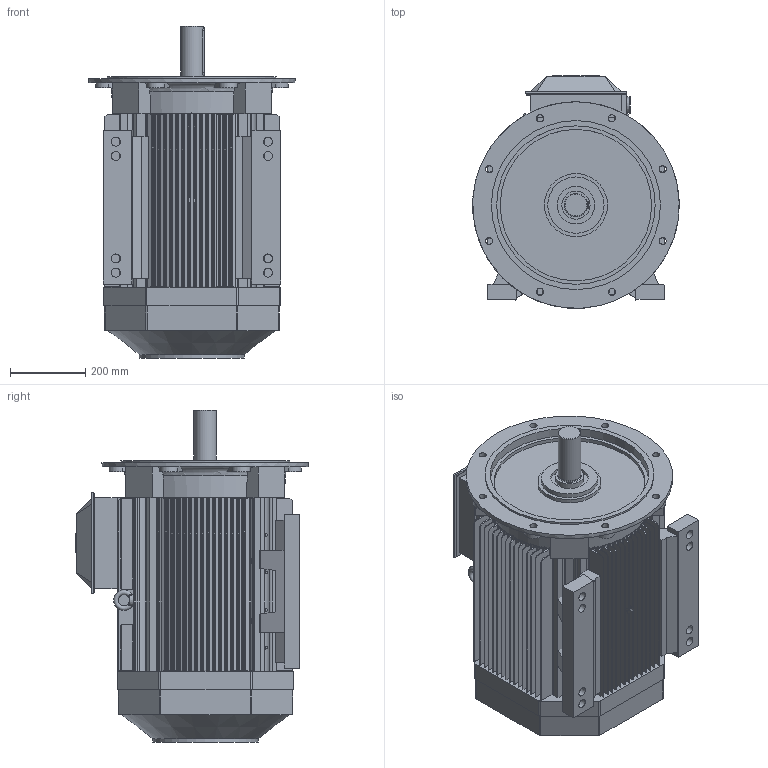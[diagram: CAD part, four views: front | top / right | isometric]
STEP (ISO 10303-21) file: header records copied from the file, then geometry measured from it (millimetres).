
FILE_DESCRIPTION((''),'2;1');
FILE_NAME('M2AA IE2 250 2P B35.stp','2015-07-02T13:13:42',('sejotaa1'),(''),'Autodesk Inventor 2011','Autodesk Inventor 2011','');
FILE_SCHEMA(('AUTOMOTIVE_DESIGN { 1 0 10303 214 1 1 1 1 }'));
Length unit declared in the file: millimetre
Products named in the file (1): M2AA IE2 250 2P B35
Bounding box: 549.48 x 619.17 x 884 mm (x, y, z)
Volume: 131828257.1 mm3; surface area: 10629661.8 mm2
Topology: 24 solids, 72 shells, 2336 faces, 6256 edges, 4138 vertices
Faces by surface type: plane 1190, cylinder 962, bspline 78, cone 58, torus 48
Full cylindrical faces by diameter (mm): 3.3 x8, 5.5 x8, 11 x2, 12 x4, 16 x4, 19 x16, 20 x2, 24 x16, 34 x2, 40 x6, 44.942 x2, 47 x2, 59 x2, 59.4 x2, 60 x2, 62 x2, 64.4 x2, 65 x4, 74.4 x2, 75 x2, 76 x2, 86 x2, 90 x2, 90.1 x2, 100 x2, 150 x2, 168 x2, 280.294 x2, 403 x2, 410 x2
Entity records: 82552 total; most frequent: CARTESIAN_POINT 21053, DIRECTION 12448, ORIENTED_EDGE 11936, EDGE_CURVE 6028, AXIS2_PLACEMENT_3D 4543, VERTEX_POINT 4110, VECTOR 3362, LINE 3362
